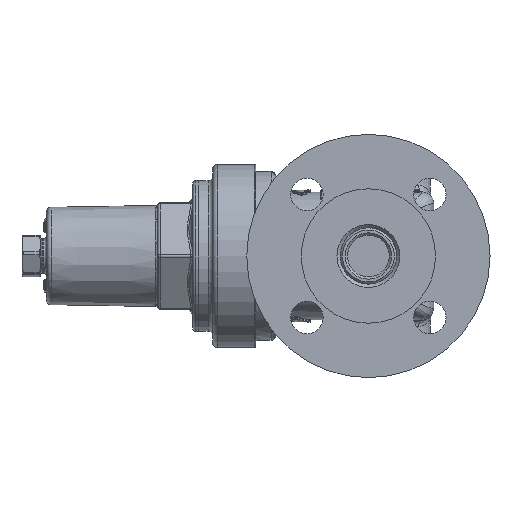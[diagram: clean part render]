
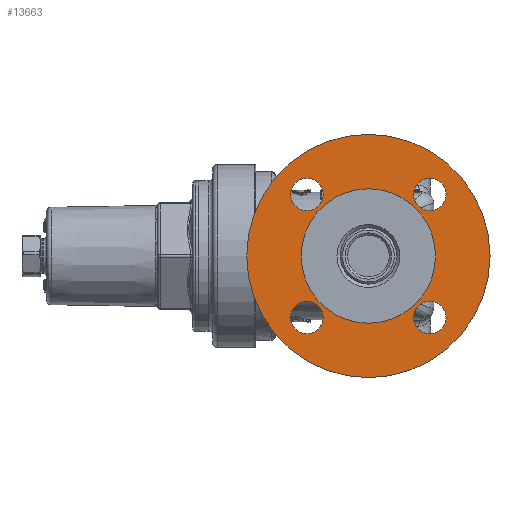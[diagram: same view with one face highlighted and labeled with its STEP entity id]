
A CAD part, left-side view. The second image highlights one B-rep face of the part: STEP entity #13663.
In plain terms, the highlighted planar face has unit normal (-1, 0, 0).
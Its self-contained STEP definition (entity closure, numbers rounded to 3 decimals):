
#1912=FACE_BOUND('',#3139,.T.);
#1913=FACE_BOUND('',#3140,.T.);
#1914=FACE_BOUND('',#3141,.T.);
#1915=FACE_BOUND('',#3142,.T.);
#1916=FACE_BOUND('',#3143,.T.);
#1989=PLANE('',#14676);
#2240=FACE_OUTER_BOUND('',#3138,.T.);
#3138=EDGE_LOOP('',(#9405));
#3139=EDGE_LOOP('',(#9406));
#3140=EDGE_LOOP('',(#9407));
#3141=EDGE_LOOP('',(#9408));
#3142=EDGE_LOOP('',(#9409));
#3143=EDGE_LOOP('',(#9410));
#4953=CIRCLE('',#14648,7.);
#4955=CIRCLE('',#14651,7.);
#4957=CIRCLE('',#14654,7.);
#4959=CIRCLE('',#14657,7.);
#4962=CIRCLE('',#14661,52.5);
#4970=CIRCLE('',#14675,29.);
#5529=VERTEX_POINT('',#18671);
#5531=VERTEX_POINT('',#18677);
#5533=VERTEX_POINT('',#18683);
#5535=VERTEX_POINT('',#18689);
#5538=VERTEX_POINT('',#18697);
#5548=VERTEX_POINT('',#18762);
#6981=EDGE_CURVE('',#5529,#5529,#4953,.T.);
#6984=EDGE_CURVE('',#5531,#5531,#4955,.T.);
#6987=EDGE_CURVE('',#5533,#5533,#4957,.T.);
#6990=EDGE_CURVE('',#5535,#5535,#4959,.T.);
#6995=EDGE_CURVE('',#5538,#5538,#4962,.T.);
#7009=EDGE_CURVE('',#5548,#5548,#4970,.T.);
#9405=ORIENTED_EDGE('',*,*,#6995,.F.);
#9406=ORIENTED_EDGE('',*,*,#6981,.T.);
#9407=ORIENTED_EDGE('',*,*,#6984,.T.);
#9408=ORIENTED_EDGE('',*,*,#6987,.T.);
#9409=ORIENTED_EDGE('',*,*,#6990,.T.);
#9410=ORIENTED_EDGE('',*,*,#7009,.T.);
#13663=ADVANCED_FACE('',(#2240,#1912,#1913,#1914,#1915,#1916),#1989,.T.);
#14648=AXIS2_PLACEMENT_3D('',#18672,#15974,#15975);
#14651=AXIS2_PLACEMENT_3D('',#18678,#15981,#15982);
#14654=AXIS2_PLACEMENT_3D('',#18684,#15988,#15989);
#14657=AXIS2_PLACEMENT_3D('',#18690,#15995,#15996);
#14661=AXIS2_PLACEMENT_3D('',#18699,#16005,#16006);
#14675=AXIS2_PLACEMENT_3D('',#18763,#16037,#16038);
#14676=AXIS2_PLACEMENT_3D('',#18765,#16040,#16041);
#15974=DIRECTION('center_axis',(1.,0.,0.));
#15975=DIRECTION('ref_axis',(0.,-1.,0.));
#15981=DIRECTION('center_axis',(1.,0.,0.));
#15982=DIRECTION('ref_axis',(0.,0.,
1.));
#15988=DIRECTION('center_axis',(1.,0.,0.));
#15989=DIRECTION('ref_axis',(0.,1.,0.));
#15995=DIRECTION('center_axis',(1.,0.,0.));
#15996=DIRECTION('ref_axis',(0.,0.,
-1.));
#16005=DIRECTION('center_axis',(1.,0.,0.));
#16006=DIRECTION('ref_axis',(0.,1.,0.));
#16037=DIRECTION('center_axis',(1.,0.,0.));
#16038=DIRECTION('ref_axis',(0.,1.,0.));
#16040=DIRECTION('center_axis',(-1.,0.,0.));
#16041=DIRECTION('ref_axis',(0.,0.,
1.));
#18671=CARTESIAN_POINT('',(-72.5,33.517,-26.517));
#18672=CARTESIAN_POINT('Origin',(-72.5,26.517,-26.517));
#18677=CARTESIAN_POINT('',(-72.5,-26.517,-33.517));
#18678=CARTESIAN_POINT('Origin',(-72.5,-26.517,-26.517));
#18683=CARTESIAN_POINT('',(-72.5,-33.517,26.517));
#18684=CARTESIAN_POINT('Origin',(-72.5,-26.517,26.517));
#18689=CARTESIAN_POINT('',(-72.5,26.517,33.517));
#18690=CARTESIAN_POINT('Origin',(-72.5,26.517,26.517));
#18697=CARTESIAN_POINT('',(-72.5,-52.5,0.));
#18699=CARTESIAN_POINT('Origin',(-72.5,0.,0.));
#18762=CARTESIAN_POINT('',(-72.5,-29.,0.));
#18763=CARTESIAN_POINT('Origin',(-72.5,0.,0.));
#18765=CARTESIAN_POINT('Origin',(-72.5,40.75,0.));
